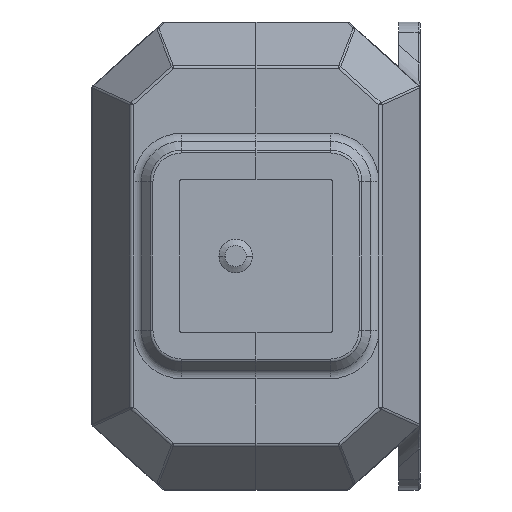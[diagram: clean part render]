
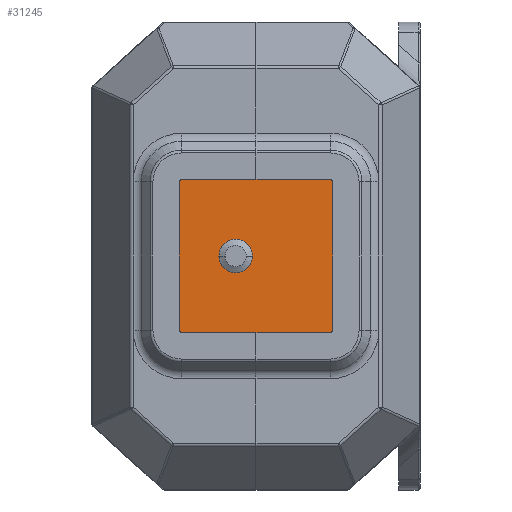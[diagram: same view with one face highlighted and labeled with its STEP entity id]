
A CAD part, front view. The second image highlights one B-rep face of the part: STEP entity #31245.
In plain terms, the highlighted planar face has unit normal (0, -1, 0).
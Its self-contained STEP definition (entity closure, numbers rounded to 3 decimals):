
#30802=CARTESIAN_POINT('Axis2P3D Location',(10.482,-51.1,0.)) ;
#30806=CARTESIAN_POINT('Vertex',(8.116,-51.1,0.)) ;
#30808=CARTESIAN_POINT('Vertex',(12.848,-51.1,0.)) ;
#30833=CARTESIAN_POINT('Axis2P3D Location',(10.482,-51.1,0.)) ;
#30850=CARTESIAN_POINT('Axis2P3D Location',(3.7,-51.1,-9.6)) ;
#30854=CARTESIAN_POINT('Vertex',(3.7,-51.1,-12.6)) ;
#30856=CARTESIAN_POINT('Vertex',(0.7,-51.1,-9.6)) ;
#30890=CARTESIAN_POINT('Line Origine',(0.7,-51.1,0.)) ;
#30894=CARTESIAN_POINT('Vertex',(0.7,-51.1,9.6)) ;
#30932=CARTESIAN_POINT('Vertex',(22.9,-51.1,-12.6)) ;
#30935=CARTESIAN_POINT('Line Origine',(13.3,-51.1,-12.6)) ;
#30952=CARTESIAN_POINT('Axis2P3D Location',(22.9,-51.1,-9.6)) ;
#30956=CARTESIAN_POINT('Vertex',(25.9,-51.1,-9.6)) ;
#30994=CARTESIAN_POINT('Vertex',(25.9,-51.1,9.6)) ;
#30997=CARTESIAN_POINT('Line Origine',(25.9,-51.1,0.)) ;
#31014=CARTESIAN_POINT('Axis2P3D Location',(22.9,-51.1,9.6)) ;
#31018=CARTESIAN_POINT('Vertex',(22.9,-51.1,12.6)) ;
#31051=CARTESIAN_POINT('Vertex',(3.7,-51.1,12.6)) ;
#31054=CARTESIAN_POINT('Line Origine',(13.3,-51.1,12.6)) ;
#31076=CARTESIAN_POINT('Axis2P3D Location',(3.7,-51.1,9.6)) ;
#31226=CARTESIAN_POINT('Axis2P3D Location',(13.3,-51.1,0.)) ;
#30803=DIRECTION('Axis2P3D Direction',(0.,-1.,0.)) ;
#30834=DIRECTION('Axis2P3D Direction',(0.,-1.,0.)) ;
#30851=DIRECTION('Axis2P3D Direction',(0.,-1.,0.)) ;
#30891=DIRECTION('Vector Direction',(0.,0.,-1.)) ;
#30936=DIRECTION('Vector Direction',(-1.,0.,0.)) ;
#30953=DIRECTION('Axis2P3D Direction',(0.,-1.,0.)) ;
#30998=DIRECTION('Vector Direction',(0.,0.,1.)) ;
#31015=DIRECTION('Axis2P3D Direction',(0.,-1.,0.)) ;
#31055=DIRECTION('Vector Direction',(1.,0.,0.)) ;
#31077=DIRECTION('Axis2P3D Direction',(0.,-1.,0.)) ;
#31227=DIRECTION('Axis2P3D Direction',(0.,-1.,0.)) ;
#31228=DIRECTION('Axis2P3D XDirection',(1.,0.,0.)) ;
#30804=AXIS2_PLACEMENT_3D('Circle Axis2P3D',#30802,#30803,$) ;
#30835=AXIS2_PLACEMENT_3D('Circle Axis2P3D',#30833,#30834,$) ;
#30852=AXIS2_PLACEMENT_3D('Circle Axis2P3D',#30850,#30851,$) ;
#30954=AXIS2_PLACEMENT_3D('Circle Axis2P3D',#30952,#30953,$) ;
#31016=AXIS2_PLACEMENT_3D('Circle Axis2P3D',#31014,#31015,$) ;
#31078=AXIS2_PLACEMENT_3D('Circle Axis2P3D',#31076,#31077,$) ;
#31229=AXIS2_PLACEMENT_3D('Plane Axis2P3D',#31226,#31227,#31228) ;
#31232=ORIENTED_EDGE('',*,*,#30858,.F.) ;
#31233=ORIENTED_EDGE('',*,*,#30939,.T.) ;
#31234=ORIENTED_EDGE('',*,*,#30958,.F.) ;
#31235=ORIENTED_EDGE('',*,*,#31001,.T.) ;
#31236=ORIENTED_EDGE('',*,*,#31020,.F.) ;
#31237=ORIENTED_EDGE('',*,*,#31058,.T.) ;
#31238=ORIENTED_EDGE('',*,*,#31080,.F.) ;
#31239=ORIENTED_EDGE('',*,*,#30896,.T.) ;
#31242=ORIENTED_EDGE('',*,*,#30837,.T.) ;
#31243=ORIENTED_EDGE('',*,*,#30810,.T.) ;
#31244=FACE_BOUND('',#31241,.T.) ;
#30892=VECTOR('Line Direction',#30891,1.) ;
#30937=VECTOR('Line Direction',#30936,1.) ;
#30999=VECTOR('Line Direction',#30998,1.) ;
#31056=VECTOR('Line Direction',#31055,1.) ;
#31245=ADVANCED_FACE('GPS',(#31240,#31244),#31230,.T.) ;
#30805=CIRCLE('generated circle',#30804,2.366) ;
#30836=CIRCLE('generated circle',#30835,2.366) ;
#30853=CIRCLE('generated circle',#30852,3.) ;
#30955=CIRCLE('generated circle',#30954,3.) ;
#31017=CIRCLE('generated circle',#31016,3.) ;
#31079=CIRCLE('generated circle',#31078,3.) ;
#30810=EDGE_CURVE('',#30807,#30809,#30805,.F.) ;
#30837=EDGE_CURVE('',#30809,#30807,#30836,.F.) ;
#30858=EDGE_CURVE('',#30855,#30857,#30853,.F.) ;
#30896=EDGE_CURVE('',#30895,#30857,#30893,.T.) ;
#30939=EDGE_CURVE('',#30855,#30933,#30938,.F.) ;
#30958=EDGE_CURVE('',#30957,#30933,#30955,.F.) ;
#31001=EDGE_CURVE('',#30957,#30995,#31000,.T.) ;
#31020=EDGE_CURVE('',#31019,#30995,#31017,.F.) ;
#31058=EDGE_CURVE('',#31019,#31052,#31057,.F.) ;
#31080=EDGE_CURVE('',#30895,#31052,#31079,.F.) ;
#31231=EDGE_LOOP('',(#31232,#31233,#31234,#31235,#31236,#31237,#31238,#31239)) ;
#31241=EDGE_LOOP('',(#31242,#31243)) ;
#31240=FACE_OUTER_BOUND('',#31231,.T.) ;
#30893=LINE('Line',#30890,#30892) ;
#30938=LINE('Line',#30935,#30937) ;
#31000=LINE('Line',#30997,#30999) ;
#31057=LINE('Line',#31054,#31056) ;
#31230=PLANE('',#31229) ;
#30807=VERTEX_POINT('',#30806) ;
#30809=VERTEX_POINT('',#30808) ;
#30855=VERTEX_POINT('',#30854) ;
#30857=VERTEX_POINT('',#30856) ;
#30895=VERTEX_POINT('',#30894) ;
#30933=VERTEX_POINT('',#30932) ;
#30957=VERTEX_POINT('',#30956) ;
#30995=VERTEX_POINT('',#30994) ;
#31019=VERTEX_POINT('',#31018) ;
#31052=VERTEX_POINT('',#31051) ;
